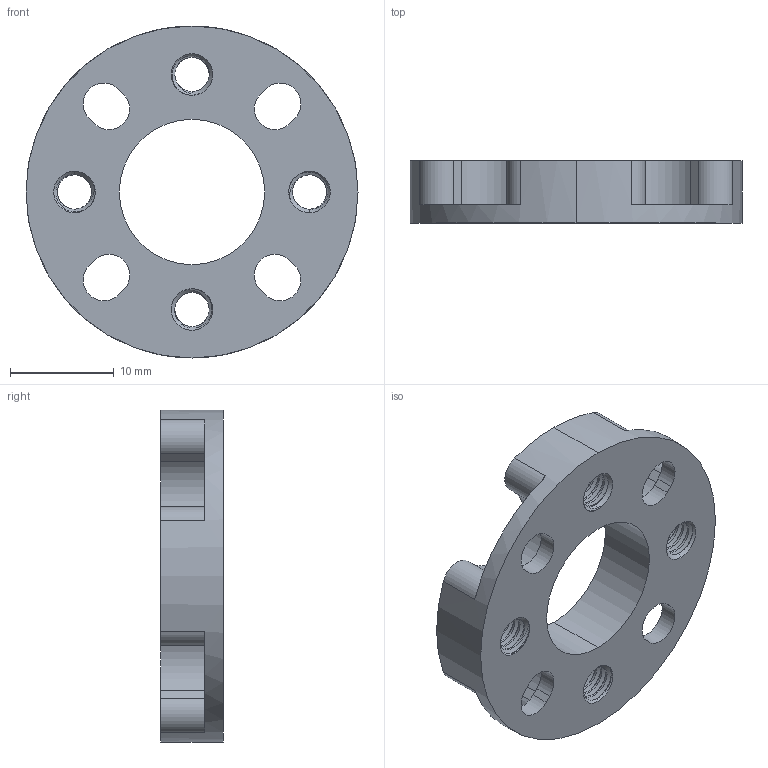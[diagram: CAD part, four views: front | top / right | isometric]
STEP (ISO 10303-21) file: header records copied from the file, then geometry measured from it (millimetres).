
FILE_DESCRIPTION (( 'STEP AP203' ), '1' );
FILE_NAME ('1505-0032-0006.STEP', '2018-01-18T17:24:55', ( '' ), ( '' ), 'SwSTEP 2.0', 'SolidWorks 2016', '' );
FILE_SCHEMA (( 'CONFIG_CONTROL_DESIGN' ));
Length unit declared in the file: millimetre
Products named in the file (1): 1505-0032-0006
Bounding box: 31.97 x 6 x 31.97 mm (x, y, z)
Volume: 2472.2 mm3; surface area: 2613.3 mm2
Topology: 1 solids, 1 shells, 228 faces, 658 edges, 432 vertices
Faces by surface type: cylinder 174, cone 24, plane 22, bspline 8
Entity records: 17819 total; most frequent: CARTESIAN_POINT 12531, ORIENTED_EDGE 1316, DIRECTION 908, EDGE_CURVE 658, VERTEX_POINT 432, AXIS2_PLACEMENT_3D 337, EDGE_LOOP 246, LINE 234
